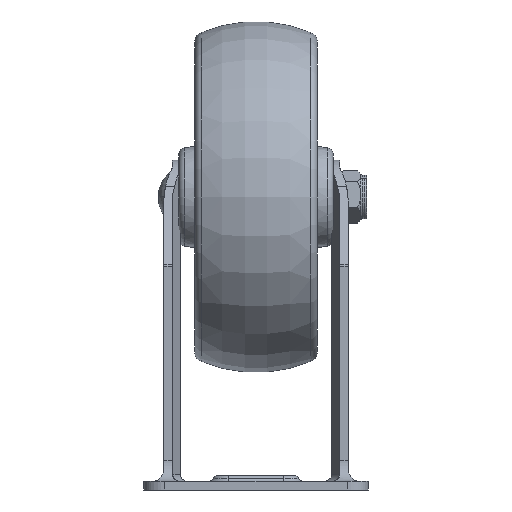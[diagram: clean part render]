
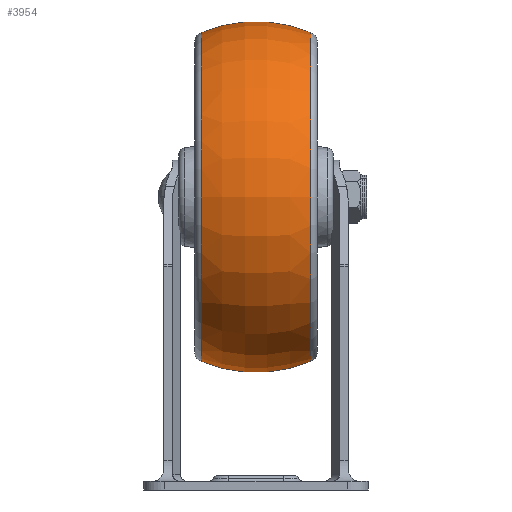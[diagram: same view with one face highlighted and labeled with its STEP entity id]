
A CAD part, left-side view. The second image highlights one B-rep face of the part: STEP entity #3954.
In plain terms, the highlighted toroidal (fillet/blend) face has major radius 9.718 mm and minor radius 40.281 mm.
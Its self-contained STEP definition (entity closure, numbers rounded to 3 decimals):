
#351 = DIRECTION ( 'NONE',  ( 0., -1., 0. ) ) ;
#499 = DIRECTION ( 'NONE',  ( 0., 0., -1. ) ) ;
#982 = VERTEX_POINT ( 'NONE', #11493 ) ;
#1525 = CARTESIAN_POINT ( 'NONE',  ( -48., 0., 93.218 ) ) ;
#1558 = CARTESIAN_POINT ( 'NONE',  ( -48., -15.667, 83.5 ) ) ;
#1589 = ORIENTED_EDGE ( 'NONE', *, *, #8069, .T. ) ;
#1803 = CIRCLE ( 'NONE', #4088, 46.828 ) ;
#2923 = CIRCLE ( 'NONE', #12514, 40.281 ) ;
#3426 = DIRECTION ( 'NONE',  ( 0., -1., 0. ) ) ;
#3574 = AXIS2_PLACEMENT_3D ( 'NONE', #1558, #13321, #6875 ) ;
#3851 = EDGE_CURVE ( 'NONE', #982, #12570, #1803, .T. ) ;
#3912 = CARTESIAN_POINT ( 'NONE',  ( -48., -15.667, 36.672 ) ) ;
#3954 = ADVANCED_FACE ( 'NONE', ( #13423 ), #7340, .T. ) ;
#4088 = AXIS2_PLACEMENT_3D ( 'NONE', #13178, #3426, #6720 ) ;
#4147 = CARTESIAN_POINT ( 'NONE',  ( -48., -15.667, 130.328 ) ) ;
#4391 = ORIENTED_EDGE ( 'NONE', *, *, #8083, .F. ) ;
#4558 = CARTESIAN_POINT ( 'NONE',  ( -48., 15.667, 36.672 ) ) ;
#5799 = EDGE_CURVE ( 'NONE', #982, #10274, #12527, .T. ) ;
#5808 = CARTESIAN_POINT ( 'NONE',  ( -48., 0., 73.782 ) ) ;
#6689 = ORIENTED_EDGE ( 'NONE', *, *, #3851, .T. ) ;
#6720 = DIRECTION ( 'NONE',  ( 0., 0., 1. ) ) ;
#6792 = ORIENTED_EDGE ( 'NONE', *, *, #5799, .F. ) ;
#6875 = DIRECTION ( 'NONE',  ( 0., 0., 1. ) ) ;
#6883 = DIRECTION ( 'NONE',  ( 1., 0., 0. ) ) ;
#6919 = DIRECTION ( 'NONE',  ( -1., 0., 0. ) ) ;
#7340 = TOROIDAL_SURFACE ( 'NONE', #10050, 9.718, 40.281 ) ;
#8069 = EDGE_CURVE ( 'NONE', #12570, #9889, #2923, .T. ) ;
#8083 = EDGE_CURVE ( 'NONE', #10274, #9889, #8153, .T. ) ;
#8153 = CIRCLE ( 'NONE', #3574, 46.828 ) ;
#9889 = VERTEX_POINT ( 'NONE', #3912 ) ;
#10050 = AXIS2_PLACEMENT_3D ( 'NONE', #10194, #351, #12353 ) ;
#10082 = DIRECTION ( 'NONE',  ( 0., 0., 1. ) ) ;
#10194 = CARTESIAN_POINT ( 'NONE',  ( -48., 0., 83.5 ) ) ;
#10274 = VERTEX_POINT ( 'NONE', #4147 ) ;
#10448 = AXIS2_PLACEMENT_3D ( 'NONE', #1525, #6883, #499 ) ;
#11493 = CARTESIAN_POINT ( 'NONE',  ( -48., 15.667, 130.328 ) ) ;
#12353 = DIRECTION ( 'NONE',  ( 0., 0., 1. ) ) ;
#12514 = AXIS2_PLACEMENT_3D ( 'NONE', #5808, #6919, #10082 ) ;
#12527 = CIRCLE ( 'NONE', #10448, 40.281 ) ;
#12570 = VERTEX_POINT ( 'NONE', #4558 ) ;
#13178 = CARTESIAN_POINT ( 'NONE',  ( -48., 15.667, 83.5 ) ) ;
#13321 = DIRECTION ( 'NONE',  ( 0., -1., 0. ) ) ;
#13423 = FACE_OUTER_BOUND ( 'NONE', #13623, .T. ) ;
#13623 = EDGE_LOOP ( 'NONE', ( #6689, #1589, #4391, #6792 ) ) ;
